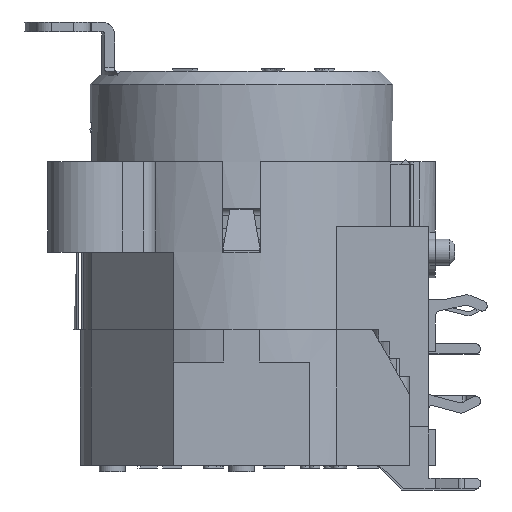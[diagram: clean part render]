
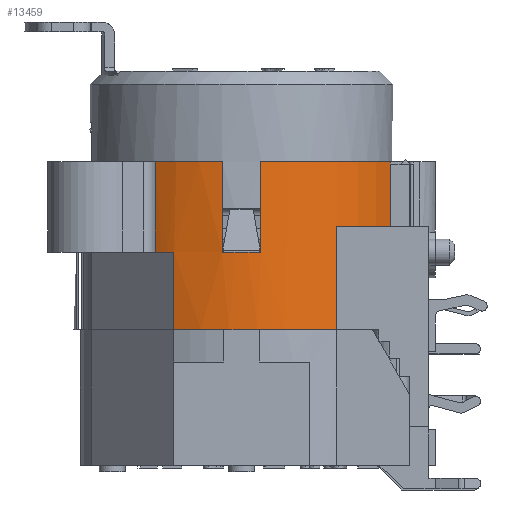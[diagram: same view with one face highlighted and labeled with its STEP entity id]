
A CAD part, left-side view. The second image highlights one B-rep face of the part: STEP entity #13459.
In plain terms, the highlighted cylindrical face has radius 13 mm (diameter 26 mm), a partial arc.
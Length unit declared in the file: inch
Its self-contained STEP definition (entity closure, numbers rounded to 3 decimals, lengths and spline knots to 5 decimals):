
#10557=CARTESIAN_POINT('',(-0.49447,-0.00577,0.23622));
#10558=VERTEX_POINT('',#10557);
#10565=CARTESIAN_POINT('',(-0.49447,-0.00577,0.51181));
#10566=VERTEX_POINT('',#10565);
#10567=CARTESIAN_POINT('',(-0.49447,-0.00577,0.51181));
#10568=DIRECTION('',(0.0,0.0,-1.0));
#10569=VECTOR('',#10568,0.27559);
#10570=LINE('',#10567,#10569);
#10571=EDGE_CURVE('',#10566,#10558,#10570,.T.);
#11668=CARTESIAN_POINT('',(-0.40734,-0.23739,0.0));
#11669=VERTEX_POINT('',#11668);
#11670=CARTESIAN_POINT('',(-0.45458,0.25933,0.0));
#11671=VERTEX_POINT('',#11670);
#11672=CARTESIAN_POINT('',(0.01392,0.05329,0.0));
#11673=DIRECTION('',(0.0,0.0,-1.0));
#11674=DIRECTION('',(-1.0,0.0,0.0));
#11675=AXIS2_PLACEMENT_3D('',#11672,#11673,#11674);
#11676=CIRCLE('',#11675,0.51181);
#11677=EDGE_CURVE('',#11669,#11671,#11676,.T.);
#12330=CARTESIAN_POINT('',(-0.42555,0.31562,0.51181));
#12331=VERTEX_POINT('',#12330);
#12339=CARTESIAN_POINT('',(-0.49447,0.11234,0.51181));
#12340=VERTEX_POINT('',#12339);
#12341=CARTESIAN_POINT('',(0.01392,0.05329,0.51181));
#12342=DIRECTION('',(0.0,0.0,-1.0));
#12343=DIRECTION('',(0.859,-0.513,0.0));
#12344=AXIS2_PLACEMENT_3D('',#12341,#12342,#12343);
#12345=CIRCLE('',#12344,0.51181);
#12346=EDGE_CURVE('',#12340,#12331,#12345,.T.);
#12604=CARTESIAN_POINT('',(-0.40734,-0.23739,0.31496));
#12605=VERTEX_POINT('',#12604);
#12612=CARTESIAN_POINT('',(-0.40734,-0.23739,0.0));
#12613=DIRECTION('',(0.0,0.0,1.0));
#12614=VECTOR('',#12613,0.31496);
#12615=LINE('',#12612,#12614);
#12616=EDGE_CURVE('',#11669,#12605,#12615,.T.);
#12769=CARTESIAN_POINT('',(-0.22474,-0.39947,0.50394));
#12770=VERTEX_POINT('',#12769);
#12777=CARTESIAN_POINT('',(-0.2223,-0.40075,0.50394));
#12778=VERTEX_POINT('',#12777);
#12779=CARTESIAN_POINT('',(0.01392,0.05329,0.50394));
#12780=DIRECTION('',(0.0,0.0,-1.0));
#12781=DIRECTION('',(-1.0,0.0,0.0));
#12782=AXIS2_PLACEMENT_3D('',#12779,#12780,#12781);
#12783=CIRCLE('',#12782,0.51181);
#12784=EDGE_CURVE('',#12778,#12770,#12783,.T.);
#12872=CARTESIAN_POINT('',(-0.42555,0.31562,0.23622));
#12873=VERTEX_POINT('',#12872);
#12961=CARTESIAN_POINT('',(-0.45458,0.25933,0.23622));
#12962=VERTEX_POINT('',#12961);
#12969=CARTESIAN_POINT('',(0.01392,0.05329,0.23622));
#12970=DIRECTION('',(0.0,0.0,-1.0));
#12971=DIRECTION('',(0.859,-0.513,0.0));
#12972=AXIS2_PLACEMENT_3D('',#12969,#12970,#12971);
#12973=CIRCLE('',#12972,0.51181);
#12974=EDGE_CURVE('',#12962,#12873,#12973,.T.);
#13175=CARTESIAN_POINT('',(-0.49447,0.11234,0.23622));
#13176=VERTEX_POINT('',#13175);
#13183=CARTESIAN_POINT('',(0.01392,0.05329,0.23622));
#13184=DIRECTION('',(0.0,0.0,-1.0));
#13185=DIRECTION('',(-1.0,0.0,0.0));
#13186=AXIS2_PLACEMENT_3D('',#13183,#13184,#13185);
#13187=CIRCLE('',#13186,0.51181);
#13188=EDGE_CURVE('',#10558,#13176,#13187,.T.);
#13201=CARTESIAN_POINT('',(-0.49447,0.11234,0.23622));
#13202=DIRECTION('',(0.0,0.0,1.0));
#13203=VECTOR('',#13202,0.27559);
#13204=LINE('',#13201,#13203);
#13205=EDGE_CURVE('',#13176,#12340,#13204,.T.);
#13391=CARTESIAN_POINT('',(-0.22474,-0.39947,0.51181));
#13392=VERTEX_POINT('',#13391);
#13393=CARTESIAN_POINT('',(0.01392,0.05329,0.51181));
#13394=DIRECTION('',(0.0,0.0,-1.0));
#13395=DIRECTION('',(0.859,-0.513,0.0));
#13396=AXIS2_PLACEMENT_3D('',#13393,#13394,#13395);
#13397=CIRCLE('',#13396,0.51181);
#13398=EDGE_CURVE('',#13392,#10566,#13397,.T.);
#13410=CARTESIAN_POINT('',(0.01392,0.05329,0.0));
#13411=DIRECTION('',(0.0,0.0,1.0));
#13412=DIRECTION('',(-1.0,0.0,0.0));
#13413=AXIS2_PLACEMENT_3D('',#13410,#13411,#13412);
#13414=CYLINDRICAL_SURFACE('',#13413,0.51181);
#13415=ORIENTED_EDGE('',*,*,#10571,.T.);
#13416=ORIENTED_EDGE('',*,*,#13188,.T.);
#13417=ORIENTED_EDGE('',*,*,#13205,.T.);
#13418=ORIENTED_EDGE('',*,*,#12346,.T.);
#13419=CARTESIAN_POINT('',(-0.42555,0.31562,0.23622));
#13420=DIRECTION('',(0.0,0.0,1.0));
#13421=VECTOR('',#13420,0.27559);
#13422=LINE('',#13419,#13421);
#13423=EDGE_CURVE('',#12873,#12331,#13422,.T.);
#13424=ORIENTED_EDGE('',*,*,#13423,.F.);
#13425=ORIENTED_EDGE('',*,*,#12974,.F.);
#13426=CARTESIAN_POINT('',(-0.45458,0.25933,0.23622));
#13427=DIRECTION('',(0.0,0.0,-1.0));
#13428=VECTOR('',#13427,0.23622);
#13429=LINE('',#13426,#13428);
#13430=EDGE_CURVE('',#12962,#11671,#13429,.T.);
#13431=ORIENTED_EDGE('',*,*,#13430,.T.);
#13432=ORIENTED_EDGE('',*,*,#11677,.F.);
#13433=ORIENTED_EDGE('',*,*,#12616,.T.);
#13434=CARTESIAN_POINT('',(-0.2223,-0.40075,0.31496));
#13435=VERTEX_POINT('',#13434);
#13436=CARTESIAN_POINT('',(0.01392,0.05329,0.31496));
#13437=DIRECTION('',(0.0,0.0,1.0));
#13438=DIRECTION('',(0.823,0.568,0.0));
#13439=AXIS2_PLACEMENT_3D('',#13436,#13437,#13438);
#13440=CIRCLE('',#13439,0.51181);
#13441=EDGE_CURVE('',#12605,#13435,#13440,.T.);
#13442=ORIENTED_EDGE('',*,*,#13441,.T.);
#13443=CARTESIAN_POINT('',(-0.2223,-0.40075,0.31496));
#13444=DIRECTION('',(0.0,0.0,1.0));
#13445=VECTOR('',#13444,0.18898);
#13446=LINE('',#13443,#13445);
#13447=EDGE_CURVE('',#13435,#12778,#13446,.T.);
#13448=ORIENTED_EDGE('',*,*,#13447,.T.);
#13449=ORIENTED_EDGE('',*,*,#12784,.T.);
#13450=CARTESIAN_POINT('',(-0.22474,-0.39947,0.50394));
#13451=DIRECTION('',(0.0,0.0,1.0));
#13452=VECTOR('',#13451,0.00787);
#13453=LINE('',#13450,#13452);
#13454=EDGE_CURVE('',#12770,#13392,#13453,.T.);
#13455=ORIENTED_EDGE('',*,*,#13454,.T.);
#13456=ORIENTED_EDGE('',*,*,#13398,.T.);
#13457=EDGE_LOOP('',(#13415,#13416,#13417,#13418,#13424,#13425,#13431,#13432,#13433,#13442,#13448,#13449,#13455,#13456));
#13458=FACE_OUTER_BOUND('',#13457,.T.);
#13459=ADVANCED_FACE('',(#13458),#13414,.T.);
